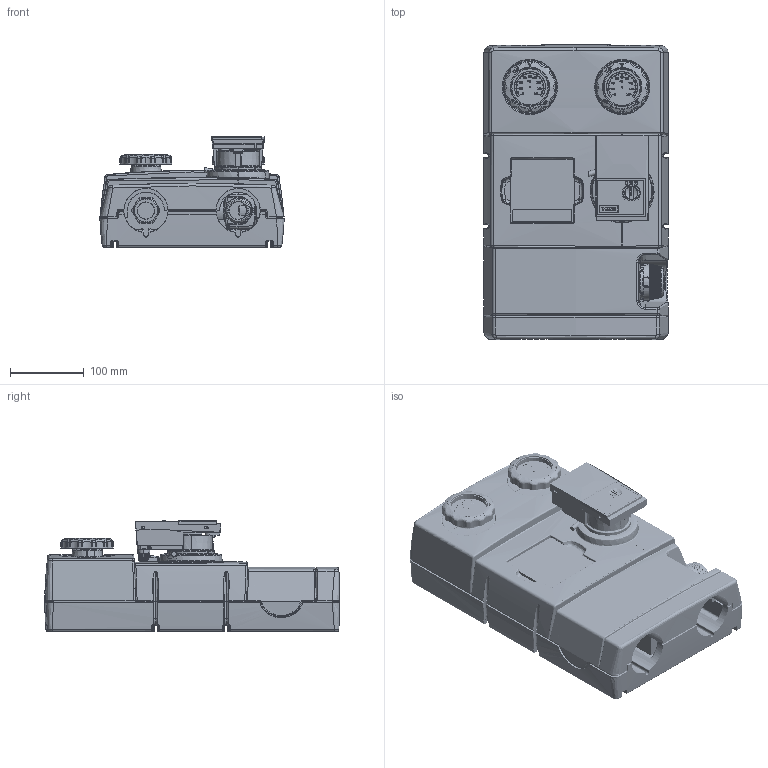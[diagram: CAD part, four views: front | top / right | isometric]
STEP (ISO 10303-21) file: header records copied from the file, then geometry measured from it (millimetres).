
FILE_DESCRIPTION (( 'STEP AP214' ), '1' );
FILE_NAME ('GST141 W25 61120200.STEP', '2017-03-15T07:51:14', ( 'Admin' ), ( 'Microsoft' ), 'SwSTEP 2.0', 'SolidWorks 2017', '' );
FILE_SCHEMA (( 'AUTOMOTIVE_DESIGN' ));
Length unit declared in the file: millimetre
Products named in the file (1): GST141 W25 61120200
Bounding box: 249.94 x 400.18 x 149.75 mm (x, y, z)
Volume: 8572643.7 mm3; surface area: 616302.2 mm2
Topology: 1 solids, 51 shells, 7971 faces, 21618 edges, 13966 vertices
Faces by surface type: bspline 3497, plane 3181, cylinder 708, cone 418, torus 114, sphere 53
Entity records: 477760 total; most frequent: CARTESIAN_POINT 220605, ORIENTED_EDGE 42820, DIRECTION 23813, EDGE_CURVE 21410, VERTEX_POINT 13966, B_SPLINE_CURVE_WITH_KNOTS 9419, EDGE_LOOP 8502, AXIS2_PLACEMENT_3D 8128
